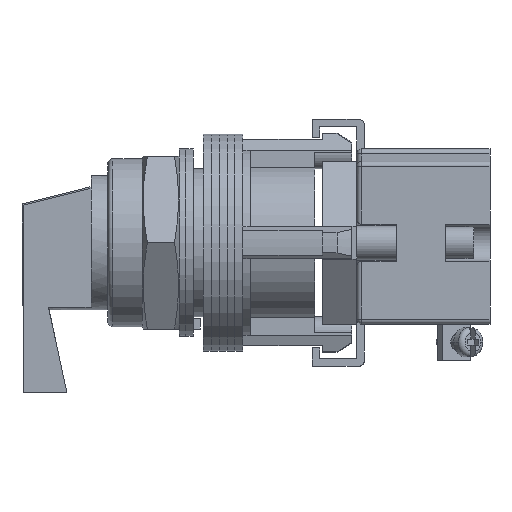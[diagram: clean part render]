
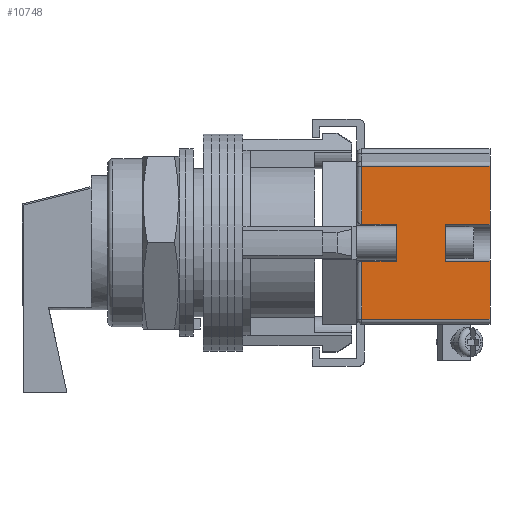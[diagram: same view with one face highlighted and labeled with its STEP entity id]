
A CAD part, left-side view. The second image highlights one B-rep face of the part: STEP entity #10748.
In plain terms, the highlighted planar face has unit normal (-1, 0, 0).
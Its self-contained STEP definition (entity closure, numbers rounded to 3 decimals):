
#4 = EDGE_CURVE ( 'NONE', #8791, #2655, #4947, .T. ) ;
#334 = VERTEX_POINT ( 'NONE', #740 ) ;
#337 = CARTESIAN_POINT ( 'NONE',  ( -21.25, -31.1, -3.75 ) ) ;
#397 = VECTOR ( 'NONE', #7080, 1000. ) ;
#507 = CARTESIAN_POINT ( 'NONE',  ( -21.25, -41.1, 3.75 ) ) ;
#574 = VECTOR ( 'NONE', #8603, 1000. ) ;
#600 = CARTESIAN_POINT ( 'NONE',  ( -21.25, -50.1, 15.5 ) ) ;
#713 = LINE ( 'NONE', #8866, #7367 ) ;
#740 = CARTESIAN_POINT ( 'NONE',  ( -21.25, -50.1, 3.75 ) ) ;
#1333 = EDGE_CURVE ( 'NONE', #1754, #2669, #6900, .T. ) ;
#1604 = CARTESIAN_POINT ( 'NONE',  ( -21.25, -50.1, -15.5 ) ) ;
#1696 = EDGE_CURVE ( 'NONE', #1754, #334, #2055, .T. ) ;
#1741 = EDGE_CURVE ( 'NONE', #2254, #8961, #3392, .T. ) ;
#1754 = VERTEX_POINT ( 'NONE', #7159 ) ;
#1783 = CARTESIAN_POINT ( 'NONE',  ( -21.25, -31.1, 0. ) ) ;
#1982 = CARTESIAN_POINT ( 'NONE',  ( -21.25, -31.1, -3.75 ) ) ;
#2055 = LINE ( 'NONE', #13521, #9677 ) ;
#2119 = EDGE_CURVE ( 'NONE', #13546, #3874, #713, .T. ) ;
#2254 = VERTEX_POINT ( 'NONE', #600 ) ;
#2257 = CARTESIAN_POINT ( 'NONE',  ( -21.25, -31.1, 3.75 ) ) ;
#2655 = VERTEX_POINT ( 'NONE', #6090 ) ;
#2669 = VERTEX_POINT ( 'NONE', #8921 ) ;
#2901 = DIRECTION ( 'NONE',  ( 0., 1., 0. ) ) ;
#2942 = DIRECTION ( 'NONE',  ( 0., -1., 0. ) ) ;
#2994 = FACE_OUTER_BOUND ( 'NONE', #4496, .T. ) ;
#2996 = VERTEX_POINT ( 'NONE', #12489 ) ;
#3392 = LINE ( 'NONE', #12383, #5046 ) ;
#3745 = CARTESIAN_POINT ( 'NONE',  ( -21.25, -24.1, -16.5 ) ) ;
#3804 = ORIENTED_EDGE ( 'NONE', *, *, #4, .F. ) ;
#3874 = VERTEX_POINT ( 'NONE', #11167 ) ;
#4110 = ORIENTED_EDGE ( 'NONE', *, *, #1333, .F. ) ;
#4247 = ORIENTED_EDGE ( 'NONE', *, *, #8260, .T. ) ;
#4496 = EDGE_LOOP ( 'NONE', ( #3804, #7957, #4110, #7264, #11279, #9616, #7577, #10017, #11348, #11223, #4247, #8223 ) ) ;
#4628 = VERTEX_POINT ( 'NONE', #337 ) ;
#4740 = DIRECTION ( 'NONE',  ( 0., 1., 0. ) ) ;
#4795 = EDGE_CURVE ( 'NONE', #8961, #3874, #13266, .T. ) ;
#4864 = EDGE_CURVE ( 'NONE', #2996, #2655, #11159, .T. ) ;
#4947 = LINE ( 'NONE', #11027, #8098 ) ;
#5046 = VECTOR ( 'NONE', #2901, 1000. ) ;
#5177 = DIRECTION ( 'NONE',  ( 0., 1., 0. ) ) ;
#5542 = DIRECTION ( 'NONE',  ( 0., -1., 0. ) ) ;
#6090 = CARTESIAN_POINT ( 'NONE',  ( -21.25, -50.1, -15.5 ) ) ;
#6251 = EDGE_CURVE ( 'NONE', #2254, #334, #12671, .T. ) ;
#6338 = LINE ( 'NONE', #3745, #9967 ) ;
#6445 = VERTEX_POINT ( 'NONE', #11548 ) ;
#6717 = LINE ( 'NONE', #1783, #397 ) ;
#6900 = LINE ( 'NONE', #507, #7542 ) ;
#7070 = CARTESIAN_POINT ( 'NONE',  ( -21.25, -50.1, -16.5 ) ) ;
#7080 = DIRECTION ( 'NONE',  ( 0., 0., 1. ) ) ;
#7092 = AXIS2_PLACEMENT_3D ( 'NONE', #9810, #13186, #10342 ) ;
#7159 = CARTESIAN_POINT ( 'NONE',  ( -21.25, -41.1, 3.75 ) ) ;
#7264 = ORIENTED_EDGE ( 'NONE', *, *, #1696, .T. ) ;
#7367 = VECTOR ( 'NONE', #4740, 1000. ) ;
#7542 = VECTOR ( 'NONE', #10033, 1000. ) ;
#7577 = ORIENTED_EDGE ( 'NONE', *, *, #4795, .T. ) ;
#7697 = LINE ( 'NONE', #12556, #12609 ) ;
#7957 = ORIENTED_EDGE ( 'NONE', *, *, #13369, .F. ) ;
#8098 = VECTOR ( 'NONE', #8970, 1000. ) ;
#8223 = ORIENTED_EDGE ( 'NONE', *, *, #4864, .T. ) ;
#8237 = VECTOR ( 'NONE', #13216, 1000. ) ;
#8260 = EDGE_CURVE ( 'NONE', #6445, #2996, #6338, .T. ) ;
#8304 = CARTESIAN_POINT ( 'NONE',  ( -21.25, -50.1, -3.75 ) ) ;
#8603 = DIRECTION ( 'NONE',  ( 0., 0., -1. ) ) ;
#8791 = VERTEX_POINT ( 'NONE', #8304 ) ;
#8866 = CARTESIAN_POINT ( 'NONE',  ( -21.25, -31.1, 3.75 ) ) ;
#8898 = DIRECTION ( 'NONE',  ( 0., 0., -1. ) ) ;
#8921 = CARTESIAN_POINT ( 'NONE',  ( -21.25, -41.1, -3.75 ) ) ;
#8961 = VERTEX_POINT ( 'NONE', #10727 ) ;
#8970 = DIRECTION ( 'NONE',  ( 0., 0., -1. ) ) ;
#9408 = EDGE_CURVE ( 'NONE', #4628, #6445, #12066, .T. ) ;
#9616 = ORIENTED_EDGE ( 'NONE', *, *, #1741, .T. ) ;
#9677 = VECTOR ( 'NONE', #2942, 1000. ) ;
#9810 = CARTESIAN_POINT ( 'NONE',  ( -21.25, -50.1, -16.5 ) ) ;
#9967 = VECTOR ( 'NONE', #8898, 1000. ) ;
#10017 = ORIENTED_EDGE ( 'NONE', *, *, #2119, .F. ) ;
#10033 = DIRECTION ( 'NONE',  ( 0., 0., -1. ) ) ;
#10342 = DIRECTION ( 'NONE',  ( 0., 0., -1. ) ) ;
#10488 = VECTOR ( 'NONE', #5542, 1000. ) ;
#10539 = DIRECTION ( 'NONE',  ( 0., -1., 0. ) ) ;
#10607 = CARTESIAN_POINT ( 'NONE',  ( -21.25, -24.1, -16.5 ) ) ;
#10727 = CARTESIAN_POINT ( 'NONE',  ( -21.25, -24.1, 15.5 ) ) ;
#10748 = ADVANCED_FACE ( 'NONE', ( #2994 ), #13013, .F. ) ;
#11027 = CARTESIAN_POINT ( 'NONE',  ( -21.25, -50.1, -16.5 ) ) ;
#11159 = LINE ( 'NONE', #1604, #10488 ) ;
#11167 = CARTESIAN_POINT ( 'NONE',  ( -21.25, -24.1, 3.75 ) ) ;
#11223 = ORIENTED_EDGE ( 'NONE', *, *, #9408, .T. ) ;
#11238 = VECTOR ( 'NONE', #5177, 1000. ) ;
#11279 = ORIENTED_EDGE ( 'NONE', *, *, #6251, .F. ) ;
#11348 = ORIENTED_EDGE ( 'NONE', *, *, #13057, .F. ) ;
#11548 = CARTESIAN_POINT ( 'NONE',  ( -21.25, -24.1, -3.75 ) ) ;
#12066 = LINE ( 'NONE', #1982, #11238 ) ;
#12383 = CARTESIAN_POINT ( 'NONE',  ( -21.25, -50.1, 15.5 ) ) ;
#12489 = CARTESIAN_POINT ( 'NONE',  ( -21.25, -24.1, -15.5 ) ) ;
#12556 = CARTESIAN_POINT ( 'NONE',  ( -21.25, -41.1, -3.75 ) ) ;
#12609 = VECTOR ( 'NONE', #10539, 1000. ) ;
#12671 = LINE ( 'NONE', #7070, #8237 ) ;
#13013 = PLANE ( 'NONE',  #7092 ) ;
#13057 = EDGE_CURVE ( 'NONE', #4628, #13546, #6717, .T. ) ;
#13186 = DIRECTION ( 'NONE',  ( 1., 0., 0. ) ) ;
#13216 = DIRECTION ( 'NONE',  ( 0., 0., -1. ) ) ;
#13266 = LINE ( 'NONE', #10607, #574 ) ;
#13369 = EDGE_CURVE ( 'NONE', #2669, #8791, #7697, .T. ) ;
#13521 = CARTESIAN_POINT ( 'NONE',  ( -21.25, -41.1, 3.75 ) ) ;
#13546 = VERTEX_POINT ( 'NONE', #2257 ) ;
